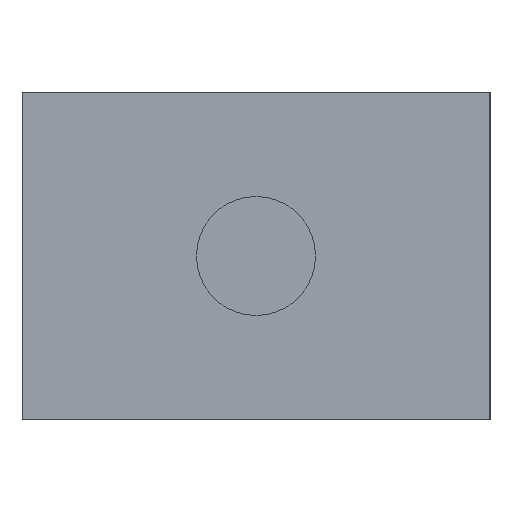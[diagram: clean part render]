
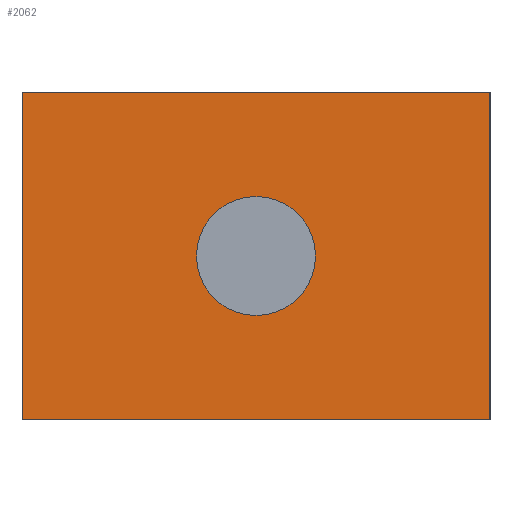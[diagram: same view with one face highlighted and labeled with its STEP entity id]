
A CAD part, left-side view. The second image highlights one B-rep face of the part: STEP entity #2062.
In plain terms, the highlighted planar face has unit normal (-1, 0, 0).
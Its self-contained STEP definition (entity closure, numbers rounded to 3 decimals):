
#34 = VERTEX_POINT ( 'NONE', #1266 ) ;
#100 = LINE ( 'NONE', #682, #1605 ) ;
#116 = AXIS2_PLACEMENT_3D ( 'NONE', #2269, #1340, #412 ) ;
#121 = VERTEX_POINT ( 'NONE', #1585 ) ;
#315 = DIRECTION ( 'NONE',  ( 0., 0., 1. ) ) ;
#404 = ORIENTED_EDGE ( 'NONE', *, *, #1319, .F. ) ;
#412 = DIRECTION ( 'NONE',  ( 0., 1., 0. ) ) ;
#473 = DIRECTION ( 'NONE',  ( 0., 1., 0. ) ) ;
#482 = AXIS2_PLACEMENT_3D ( 'NONE', #1557, #1225, #1777 ) ;
#500 = EDGE_CURVE ( 'NONE', #647, #2333, #1538, .T. ) ;
#509 = CARTESIAN_POINT ( 'NONE',  ( 0., 3., -5.723 ) ) ;
#512 = EDGE_LOOP ( 'NONE', ( #1295, #1981, #882, #2307 ) ) ;
#580 = DIRECTION ( 'NONE',  ( 0., -1., 0. ) ) ;
#647 = VERTEX_POINT ( 'NONE', #509 ) ;
#682 = CARTESIAN_POINT ( 'NONE',  ( 0., 25.5, 15.75 ) ) ;
#684 = CARTESIAN_POINT ( 'NONE',  ( 0., 25.5, -15.75 ) ) ;
#736 = EDGE_CURVE ( 'NONE', #121, #34, #1731, .T. ) ;
#778 = AXIS2_PLACEMENT_3D ( 'NONE', #1230, #2345, #315 ) ;
#837 = ORIENTED_EDGE ( 'NONE', *, *, #500, .F. ) ;
#882 = ORIENTED_EDGE ( 'NONE', *, *, #1794, .F. ) ;
#904 = VERTEX_POINT ( 'NONE', #684 ) ;
#963 = VECTOR ( 'NONE', #473, 1000. ) ;
#1092 = VECTOR ( 'NONE', #1895, 1000. ) ;
#1225 = DIRECTION ( 'NONE',  ( -1., 0., 0. ) ) ;
#1230 = CARTESIAN_POINT ( 'NONE',  ( 0., 3., 0. ) ) ;
#1237 = LINE ( 'NONE', #1569, #963 ) ;
#1266 = CARTESIAN_POINT ( 'NONE',  ( 0., -19.5, 15.75 ) ) ;
#1295 = ORIENTED_EDGE ( 'NONE', *, *, #736, .F. ) ;
#1319 = EDGE_CURVE ( 'NONE', #2333, #647, #1452, .T. ) ;
#1327 = LINE ( 'NONE', #2081, #1092 ) ;
#1340 = DIRECTION ( 'NONE',  ( 1., 0., 0. ) ) ;
#1362 = CARTESIAN_POINT ( 'NONE',  ( 0., -19.5, -15.75 ) ) ;
#1394 = EDGE_CURVE ( 'NONE', #904, #121, #100, .T. ) ;
#1452 = CIRCLE ( 'NONE', #778, 5.723 ) ;
#1524 = FACE_OUTER_BOUND ( 'NONE', #512, .T. ) ;
#1538 = CIRCLE ( 'NONE', #482, 5.723 ) ;
#1557 = CARTESIAN_POINT ( 'NONE',  ( 0., 3., 0. ) ) ;
#1569 = CARTESIAN_POINT ( 'NONE',  ( 0., 25.5, -15.75 ) ) ;
#1585 = CARTESIAN_POINT ( 'NONE',  ( 0., 25.5, 15.75 ) ) ;
#1605 = VECTOR ( 'NONE', #2322, 1000. ) ;
#1615 = VECTOR ( 'NONE', #580, 1000. ) ;
#1660 = EDGE_CURVE ( 'NONE', #34, #1989, #1327, .T. ) ;
#1718 = CARTESIAN_POINT ( 'NONE',  ( 0., 25.5, 15.75 ) ) ;
#1731 = LINE ( 'NONE', #1718, #1615 ) ;
#1732 = PLANE ( 'NONE',  #116 ) ;
#1777 = DIRECTION ( 'NONE',  ( 0., 0., 1. ) ) ;
#1794 = EDGE_CURVE ( 'NONE', #1989, #904, #1237, .T. ) ;
#1828 = EDGE_LOOP ( 'NONE', ( #404, #837 ) ) ;
#1895 = DIRECTION ( 'NONE',  ( 0., 0., -1. ) ) ;
#1981 = ORIENTED_EDGE ( 'NONE', *, *, #1394, .F. ) ;
#1989 = VERTEX_POINT ( 'NONE', #1362 ) ;
#2062 = ADVANCED_FACE ( 'NONE', ( #2078, #1524 ), #1732, .F. ) ;
#2078 = FACE_BOUND ( 'NONE', #1828, .T. ) ;
#2081 = CARTESIAN_POINT ( 'NONE',  ( 0., -19.5, 15.75 ) ) ;
#2269 = CARTESIAN_POINT ( 'NONE',  ( 0., 0., 0. ) ) ;
#2307 = ORIENTED_EDGE ( 'NONE', *, *, #1660, .F. ) ;
#2322 = DIRECTION ( 'NONE',  ( 0., 0., 1. ) ) ;
#2333 = VERTEX_POINT ( 'NONE', #2415 ) ;
#2345 = DIRECTION ( 'NONE',  ( -1., 0., 0. ) ) ;
#2415 = CARTESIAN_POINT ( 'NONE',  ( 0., 3., 5.723 ) ) ;
